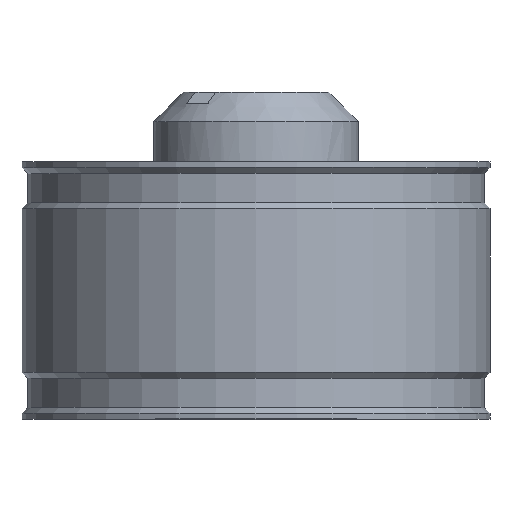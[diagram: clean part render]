
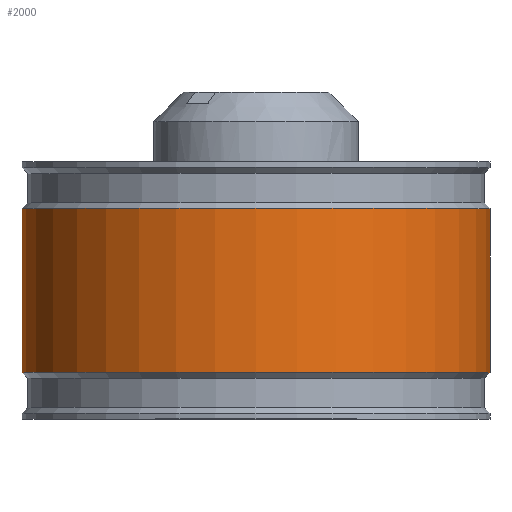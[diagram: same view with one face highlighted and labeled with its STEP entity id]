
A CAD part, top view. The second image highlights one B-rep face of the part: STEP entity #2000.
In plain terms, the highlighted cylindrical face has radius 40 mm (diameter 80 mm), a full revolution.
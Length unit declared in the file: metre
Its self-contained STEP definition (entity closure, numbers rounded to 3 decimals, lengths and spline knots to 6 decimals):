
#48=CYLINDRICAL_SURFACE('',#2196,0.04);
#178=CIRCLE('',#2197,0.04);
#179=CIRCLE('',#2198,0.04);
#388=ORIENTED_EDGE('',*,*,#969,.T.);
#389=ORIENTED_EDGE('',*,*,#970,.F.);
#969=EDGE_CURVE('',#1251,#1251,#178,.T.);
#970=EDGE_CURVE('',#1252,#1252,#179,.T.);
#1251=VERTEX_POINT('',#3298);
#1252=VERTEX_POINT('',#3300);
#1652=EDGE_LOOP('',(#388));
#1653=EDGE_LOOP('',(#389));
#1796=FACE_BOUND('',#1652,.T.);
#1797=FACE_BOUND('',#1653,.T.);
#2000=ADVANCED_FACE('',(#1796,#1797),#48,.T.);
#2196=AXIS2_PLACEMENT_3D('',#3296,#2597,#2598);
#2197=AXIS2_PLACEMENT_3D('',#3297,#2599,#2600);
#2198=AXIS2_PLACEMENT_3D('',#3299,#2601,#2602);
#2597=DIRECTION('',(0.,1.,0.));
#2598=DIRECTION('',(0.,0.,1.));
#2599=DIRECTION('',(0.,1.,0.));
#2600=DIRECTION('',(0.,0.,1.));
#2601=DIRECTION('',(0.,1.,0.));
#2602=DIRECTION('',(0.,0.,1.));
#3296=CARTESIAN_POINT('',(0.,-0.016133,0.));
#3297=CARTESIAN_POINT('',(0.,-0.036,0.));
#3298=CARTESIAN_POINT('',(0.,-0.036,0.04));
#3299=CARTESIAN_POINT('',(0.,-0.008,0.));
#3300=CARTESIAN_POINT('',(0.,-0.008,0.04));
